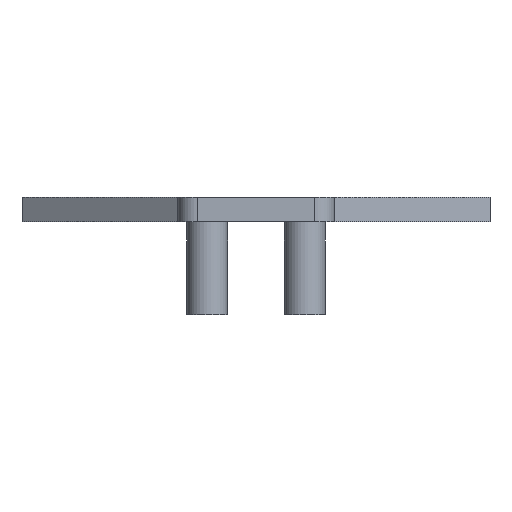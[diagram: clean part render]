
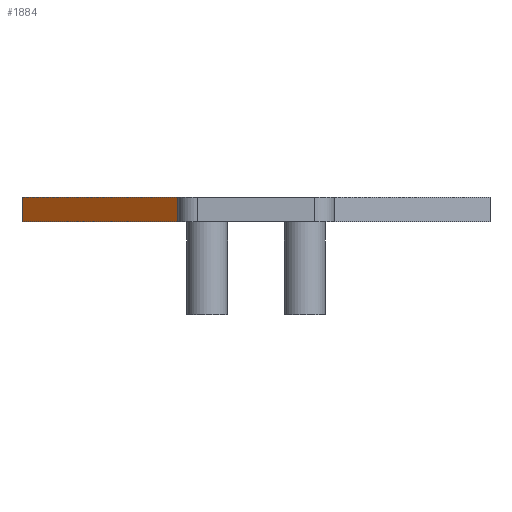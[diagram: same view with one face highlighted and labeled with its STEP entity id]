
A CAD part, front view. The second image highlights one B-rep face of the part: STEP entity #1884.
In plain terms, the highlighted planar face has unit normal (-0.6, -0.8, 0).
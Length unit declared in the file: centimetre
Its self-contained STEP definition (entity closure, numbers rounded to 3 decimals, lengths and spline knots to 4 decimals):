
#45 = LINE ( 'NONE', #214, #676 ) ;
#169 = VERTEX_POINT ( 'NONE', #1116 ) ;
#214 = CARTESIAN_POINT ( 'NONE',  ( -0.8, -0.6928, 0. ) ) ;
#309 = ORIENTED_EDGE ( 'NONE', *, *, #725, .T. ) ;
#314 = VECTOR ( 'NONE', #934, 100. ) ;
#333 = DIRECTION ( 'NONE',  ( 0.8, -0.6, 0. ) ) ;
#345 = PLANE ( 'NONE',  #848 ) ;
#446 = CARTESIAN_POINT ( 'NONE',  ( -0.8, -0.6928, 0. ) ) ;
#458 = CARTESIAN_POINT ( 'NONE',  ( -2.4, 0.5072, 0.25 ) ) ;
#497 = VECTOR ( 'NONE', #333, 100. ) ;
#521 = ORIENTED_EDGE ( 'NONE', *, *, #1343, .T. ) ;
#559 = EDGE_CURVE ( 'NONE', #823, #793, #646, .T. ) ;
#567 = DIRECTION ( 'NONE',  ( 0.6, 0.8, 0. ) ) ;
#582 = VECTOR ( 'NONE', #1728, 100. ) ;
#620 = EDGE_LOOP ( 'NONE', ( #521, #1476, #697, #309 ) ) ;
#646 = LINE ( 'NONE', #815, #497 ) ;
#676 = VECTOR ( 'NONE', #1075, 100. ) ;
#697 = ORIENTED_EDGE ( 'NONE', *, *, #559, .F. ) ;
#725 = EDGE_CURVE ( 'NONE', #823, #169, #1140, .T. ) ;
#793 = VERTEX_POINT ( 'NONE', #1180 ) ;
#815 = CARTESIAN_POINT ( 'NONE',  ( -0.8, -0.6928, 0.25 ) ) ;
#823 = VERTEX_POINT ( 'NONE', #458 ) ;
#848 = AXIS2_PLACEMENT_3D ( 'NONE', #1517, #567, #1270 ) ;
#934 = DIRECTION ( 'NONE',  ( 0., 0., -1. ) ) ;
#935 = EDGE_CURVE ( 'NONE', #793, #1638, #1214, .T. ) ;
#1008 = CARTESIAN_POINT ( 'NONE',  ( -2.4, 0.5072, 0.25 ) ) ;
#1075 = DIRECTION ( 'NONE',  ( 0.8, -0.6, 0. ) ) ;
#1116 = CARTESIAN_POINT ( 'NONE',  ( -2.4, 0.5072, 0. ) ) ;
#1140 = LINE ( 'NONE', #1008, #582 ) ;
#1180 = CARTESIAN_POINT ( 'NONE',  ( -0.8, -0.6928, 0.25 ) ) ;
#1214 = LINE ( 'NONE', #1670, #314 ) ;
#1270 = DIRECTION ( 'NONE',  ( -0.8, 0.6, 0. ) ) ;
#1343 = EDGE_CURVE ( 'NONE', #169, #1638, #45, .T. ) ;
#1476 = ORIENTED_EDGE ( 'NONE', *, *, #935, .F. ) ;
#1517 = CARTESIAN_POINT ( 'NONE',  ( -0.8, -0.6928, 0.25 ) ) ;
#1638 = VERTEX_POINT ( 'NONE', #446 ) ;
#1653 = FACE_OUTER_BOUND ( 'NONE', #620, .T. ) ;
#1670 = CARTESIAN_POINT ( 'NONE',  ( -0.8, -0.6928, 0.25 ) ) ;
#1728 = DIRECTION ( 'NONE',  ( 0., 0., -1. ) ) ;
#1884 = ADVANCED_FACE ( 'NONE', ( #1653 ), #345, .F. ) ;
